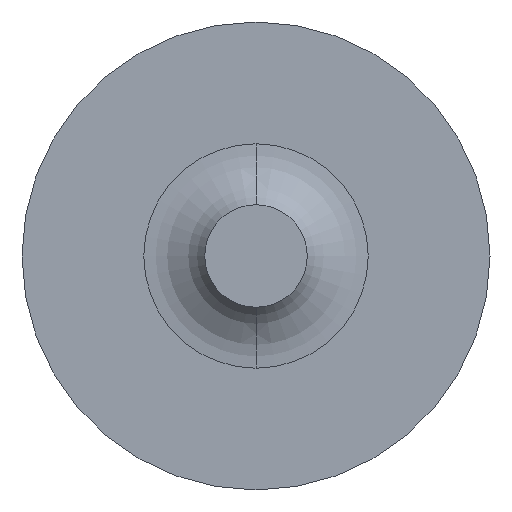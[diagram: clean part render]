
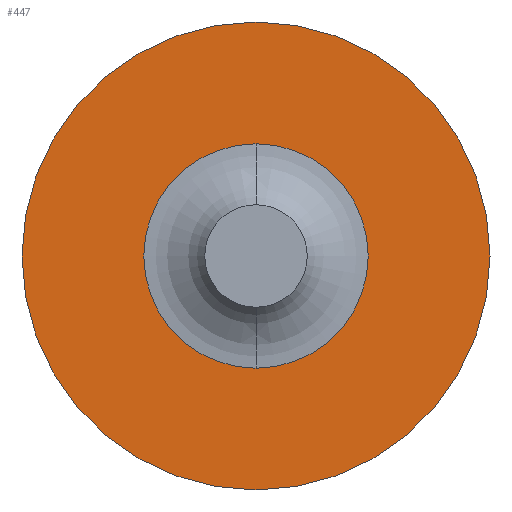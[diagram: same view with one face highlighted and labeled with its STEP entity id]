
A CAD part, left-side view. The second image highlights one B-rep face of the part: STEP entity #447.
In plain terms, the highlighted face is planar.
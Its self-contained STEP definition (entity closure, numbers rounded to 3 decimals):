
#8 = VERTEX_POINT ( 'NONE', #470 ) ;
#27 = CIRCLE ( 'NONE', #482, 1.825 ) ;
#49 = EDGE_LOOP ( 'NONE', ( #931, #676 ) ) ;
#65 = DIRECTION ( 'NONE',  ( -1., 0., 0. ) ) ;
#68 = DIRECTION ( 'NONE',  ( 1., 0., 0. ) ) ;
#71 = AXIS2_PLACEMENT_3D ( 'NONE', #557, #646, #808 ) ;
#75 = DIRECTION ( 'NONE',  ( 0., 0., 1. ) ) ;
#85 = CARTESIAN_POINT ( 'NONE',  ( 0.875, 0., 0. ) ) ;
#140 = CARTESIAN_POINT ( 'NONE',  ( 0., 1.825, 0. ) ) ;
#148 = EDGE_CURVE ( 'NONE', #1043, #901, #178, .T. ) ;
#154 = CARTESIAN_POINT ( 'NONE',  ( -1.825, 0., 0. ) ) ;
#168 = CARTESIAN_POINT ( 'NONE',  ( 0., 0., 0. ) ) ;
#174 = AXIS2_PLACEMENT_3D ( 'NONE', #140, #972, #65 ) ;
#178 = CIRCLE ( 'NONE', #925, 1.825 ) ;
#257 = VERTEX_POINT ( 'NONE', #85 ) ;
#296 = CARTESIAN_POINT ( 'NONE',  ( 1.825, 0., 0. ) ) ;
#316 = DIRECTION ( 'NONE',  ( 1., 0., 0. ) ) ;
#325 = DIRECTION ( 'NONE',  ( 0., 0., 1. ) ) ;
#326 = EDGE_CURVE ( 'NONE', #8, #257, #507, .T. ) ;
#327 = DIRECTION ( 'NONE',  ( 0., 0., 1. ) ) ;
#447 = ADVANCED_FACE ( 'NONE', ( #696, #893 ), #719, .F. ) ;
#470 = CARTESIAN_POINT ( 'NONE',  ( -0.875, 0., 0. ) ) ;
#482 = AXIS2_PLACEMENT_3D ( 'NONE', #168, #75, #584 ) ;
#507 = CIRCLE ( 'NONE', #71, 0.875 ) ;
#537 = EDGE_CURVE ( 'NONE', #901, #1043, #27, .T. ) ;
#557 = CARTESIAN_POINT ( 'NONE',  ( 0., 0., 0. ) ) ;
#584 = DIRECTION ( 'NONE',  ( 1., 0., 0. ) ) ;
#646 = DIRECTION ( 'NONE',  ( 0., 0., 1. ) ) ;
#676 = ORIENTED_EDGE ( 'NONE', *, *, #326, .F. ) ;
#684 = ORIENTED_EDGE ( 'NONE', *, *, #537, .T. ) ;
#696 = FACE_OUTER_BOUND ( 'NONE', #890, .T. ) ;
#719 = PLANE ( 'NONE',  #174 ) ;
#788 = ORIENTED_EDGE ( 'NONE', *, *, #148, .T. ) ;
#806 = CARTESIAN_POINT ( 'NONE',  ( 0., 0., 0. ) ) ;
#808 = DIRECTION ( 'NONE',  ( 1., 0., 0. ) ) ;
#826 = CIRCLE ( 'NONE', #1014, 0.875 ) ;
#890 = EDGE_LOOP ( 'NONE', ( #684, #788 ) ) ;
#893 = FACE_BOUND ( 'NONE', #49, .T. ) ;
#901 = VERTEX_POINT ( 'NONE', #296 ) ;
#925 = AXIS2_PLACEMENT_3D ( 'NONE', #806, #325, #316 ) ;
#931 = ORIENTED_EDGE ( 'NONE', *, *, #1026, .F. ) ;
#972 = DIRECTION ( 'NONE',  ( 0., 0., -1. ) ) ;
#985 = CARTESIAN_POINT ( 'NONE',  ( 0., 0., 0. ) ) ;
#1014 = AXIS2_PLACEMENT_3D ( 'NONE', #985, #327, #68 ) ;
#1026 = EDGE_CURVE ( 'NONE', #257, #8, #826, .T. ) ;
#1043 = VERTEX_POINT ( 'NONE', #154 ) ;
